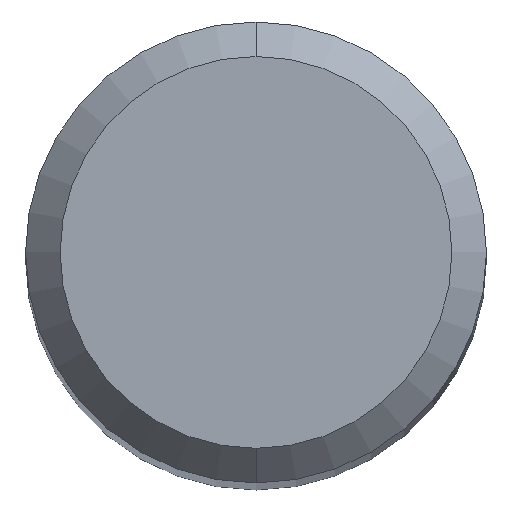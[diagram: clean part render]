
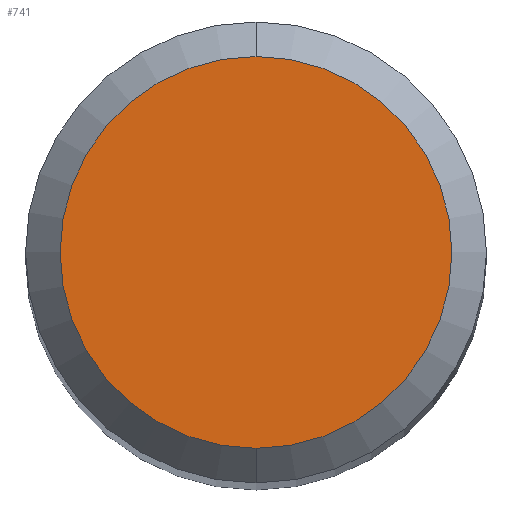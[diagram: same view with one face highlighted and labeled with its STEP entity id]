
A CAD part, top view. The second image highlights one B-rep face of the part: STEP entity #741.
In plain terms, the highlighted planar face has unit normal (0, 0, 1).
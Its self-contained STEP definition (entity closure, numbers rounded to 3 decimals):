
#421=EDGE_CURVE('',#515,#891,#1092,.T.);
#497=EDGE_CURVE('',#891,#515,#1173,.T.);
#515=VERTEX_POINT('',#1193);
#741=ADVANCED_FACE('',(#1440),#1441,.T.);
#891=VERTEX_POINT('',#1604);
#1092=CIRCLE('',#2108,1.7);
#1173=CIRCLE('',#2460,1.7);
#1193=CARTESIAN_POINT('',(0.0,1.7,0.0));
#1440=FACE_OUTER_BOUND('',#3394,.T.);
#1441=PLANE('',#3395);
#1604=CARTESIAN_POINT('',(0.,-1.7,0.0));
#2108=AXIS2_PLACEMENT_3D('',#4570,#4571,#4572);
#2460=AXIS2_PLACEMENT_3D('',#4660,#4661,#4662);
#3394=EDGE_LOOP('',(#4988,#4989));
#3395=AXIS2_PLACEMENT_3D('',#4990,#4991,#4992);
#4570=CARTESIAN_POINT('',(0.0,0.0,0.0));
#4571=DIRECTION('',(0.0,0.0,-1.0));
#4572=DIRECTION('',(0.0,1.0,0.0));
#4660=CARTESIAN_POINT('',(0.0,0.0,0.0));
#4661=DIRECTION('',(0.0,0.0,-1.0));
#4662=DIRECTION('',(0.0,1.0,0.0));
#4988=ORIENTED_EDGE('',*,*,#421,.F.);
#4989=ORIENTED_EDGE('',*,*,#497,.F.);
#4990=CARTESIAN_POINT('',(0.0,0.85,0.0));
#4991=DIRECTION('',(-0.0,0.0,1.0));
#4992=DIRECTION('',(0.0,-1.0,0.0));
